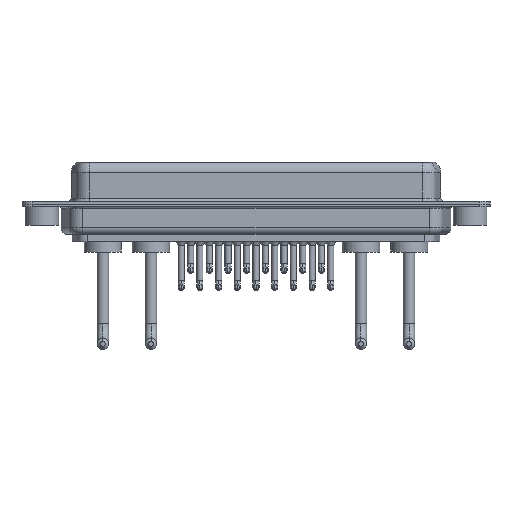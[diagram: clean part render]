
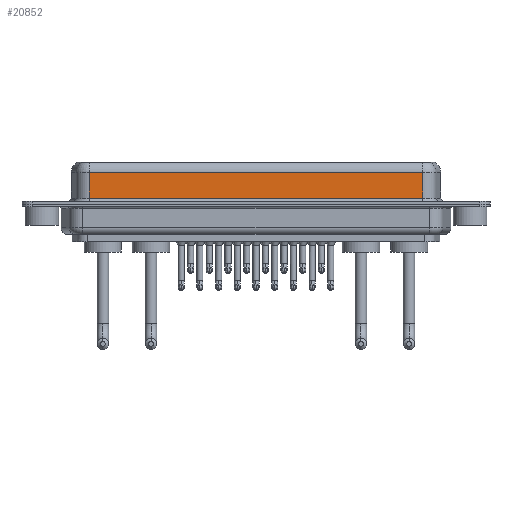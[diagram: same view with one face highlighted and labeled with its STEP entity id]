
A CAD part, front view. The second image highlights one B-rep face of the part: STEP entity #20852.
In plain terms, the highlighted planar face has unit normal (0, -1, 0).
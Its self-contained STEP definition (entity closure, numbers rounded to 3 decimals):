
#403 = VERTEX_POINT ( 'NONE', #9625 ) ;
#2383 = ORIENTED_EDGE ( 'NONE', *, *, #11249, .T. ) ;
#2969 = LINE ( 'NONE', #7806, #19019 ) ;
#3666 = CARTESIAN_POINT ( 'NONE',  ( 56.462, -3.95, 0.9 ) ) ;
#5518 = CARTESIAN_POINT ( 'NONE',  ( 56.462, -3.95, 6.4 ) ) ;
#5970 = VECTOR ( 'NONE', #18443, 1000. ) ;
#6788 = CARTESIAN_POINT ( 'NONE',  ( 56.462, -3.95, 0.9 ) ) ;
#7806 = CARTESIAN_POINT ( 'NONE',  ( 56.462, -3.95, 4.65 ) ) ;
#8185 = CARTESIAN_POINT ( 'NONE',  ( 7.038, -3.95, 6.4 ) ) ;
#8281 = ORIENTED_EDGE ( 'NONE', *, *, #13473, .T. ) ;
#8828 = EDGE_LOOP ( 'NONE', ( #17181, #2383, #8281, #19461 ) ) ;
#9625 = CARTESIAN_POINT ( 'NONE',  ( 7.038, -3.95, 0.9 ) ) ;
#9951 = DIRECTION ( 'NONE',  ( 0., 0., -1. ) ) ;
#11249 = EDGE_CURVE ( 'NONE', #17105, #21193, #2969, .T. ) ;
#11707 = DIRECTION ( 'NONE',  ( 1., 0., 0. ) ) ;
#11789 = CARTESIAN_POINT ( 'NONE',  ( 56.462, -3.95, 6.4 ) ) ;
#11992 = FACE_OUTER_BOUND ( 'NONE', #8828, .T. ) ;
#12103 = PLANE ( 'NONE',  #15463 ) ;
#12808 = EDGE_CURVE ( 'NONE', #403, #18905, #18912, .T. ) ;
#13172 = EDGE_CURVE ( 'NONE', #17105, #18905, #15119, .T. ) ;
#13176 = LINE ( 'NONE', #8185, #17359 ) ;
#13473 = EDGE_CURVE ( 'NONE', #21193, #403, #13176, .T. ) ;
#14137 = VECTOR ( 'NONE', #11707, 1000. ) ;
#15119 = LINE ( 'NONE', #11789, #5970 ) ;
#15463 = AXIS2_PLACEMENT_3D ( 'NONE', #5518, #16981, #17307 ) ;
#16133 = DIRECTION ( 'NONE',  ( -1., 0., 0. ) ) ;
#16402 = CARTESIAN_POINT ( 'NONE',  ( 7.038, -3.95, 4.65 ) ) ;
#16981 = DIRECTION ( 'NONE',  ( 0., 1., 0. ) ) ;
#17105 = VERTEX_POINT ( 'NONE', #20742 ) ;
#17181 = ORIENTED_EDGE ( 'NONE', *, *, #13172, .F. ) ;
#17307 = DIRECTION ( 'NONE',  ( 0., 0., 1. ) ) ;
#17359 = VECTOR ( 'NONE', #9951, 1000. ) ;
#18443 = DIRECTION ( 'NONE',  ( 0., 0., -1. ) ) ;
#18905 = VERTEX_POINT ( 'NONE', #6788 ) ;
#18912 = LINE ( 'NONE', #3666, #14137 ) ;
#19019 = VECTOR ( 'NONE', #16133, 1000. ) ;
#19461 = ORIENTED_EDGE ( 'NONE', *, *, #12808, .T. ) ;
#20742 = CARTESIAN_POINT ( 'NONE',  ( 56.462, -3.95, 4.65 ) ) ;
#20852 = ADVANCED_FACE ( 'NONE', ( #11992 ), #12103, .F. ) ;
#21193 = VERTEX_POINT ( 'NONE', #16402 ) ;
